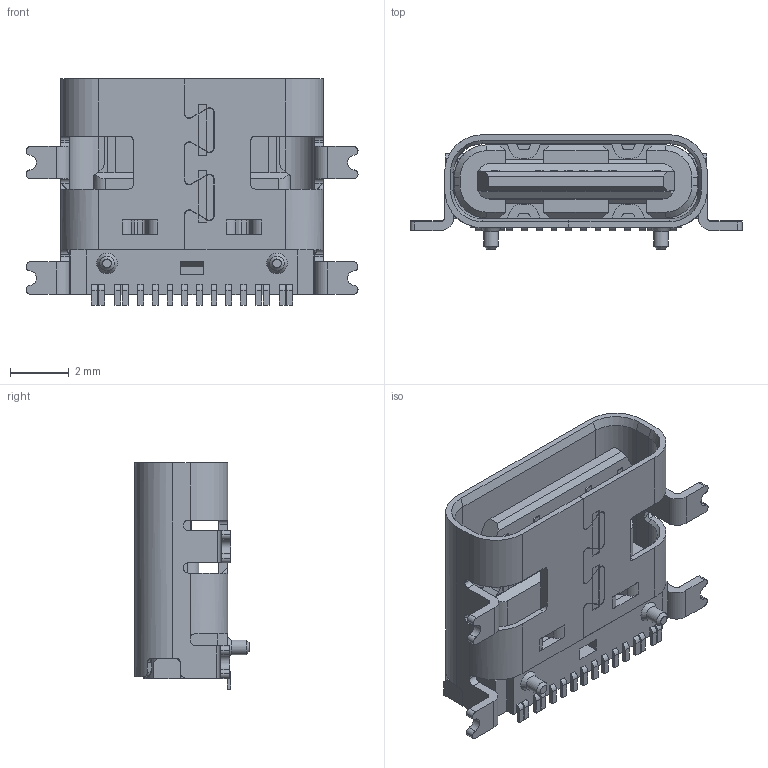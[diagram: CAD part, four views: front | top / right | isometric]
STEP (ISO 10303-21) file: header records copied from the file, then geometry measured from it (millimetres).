
FILE_DESCRIPTION(/* description */ ('STEP AP203'),/* implementation_level */ '2;1');
FILE_NAME(/* name */ 'USB4110-GF-A',/* time_stamp */ '2025-04-03T13:55:51+02:00',/* author */ ('License CC BY-ND 4.0'),/* organization */ ('CADENAS'),/* preprocessor_version */ 'ST-DEVELOPER v19.3',/* originating_system */ 'PARTsolutions',/* authorisation */ ' ');
FILE_SCHEMA (('CONFIG_CONTROL_DESIGN','AP242_MANAGED_MODEL_BASED_3D_ENGINEERING_MIM_LF { 1 0 10303 442 3 1 4 }'));
Length unit declared in the file: millimetre
Products named in the file (2): USB4110-GF-A; USB4110-GF-A_PART1
Assembly tree (1 placements, depth 2):
  USB4110-GF-A
    USB4110-GF-A_PART1
Bounding box: 11.3 x 3.89 x 7.7 mm (x, y, z)
Volume: 114.3 mm3; surface area: 485.5 mm2
Topology: 1 solids, 1 shells, 795 faces, 2310 edges, 1495 vertices
Faces by surface type: plane 607, cylinder 160, cone 22, bspline 6
Full cylindrical faces by diameter (mm): 0.5 x2
Entity records: 31714 total; most frequent: CARTESIAN_POINT 4945, ORIENTED_EDGE 4596, DIRECTION 4205, EDGE_CURVE 2298, LINE 1895, VECTOR 1895, VERTEX_POINT 1489, AXIS2_PLACEMENT_3D 1155
